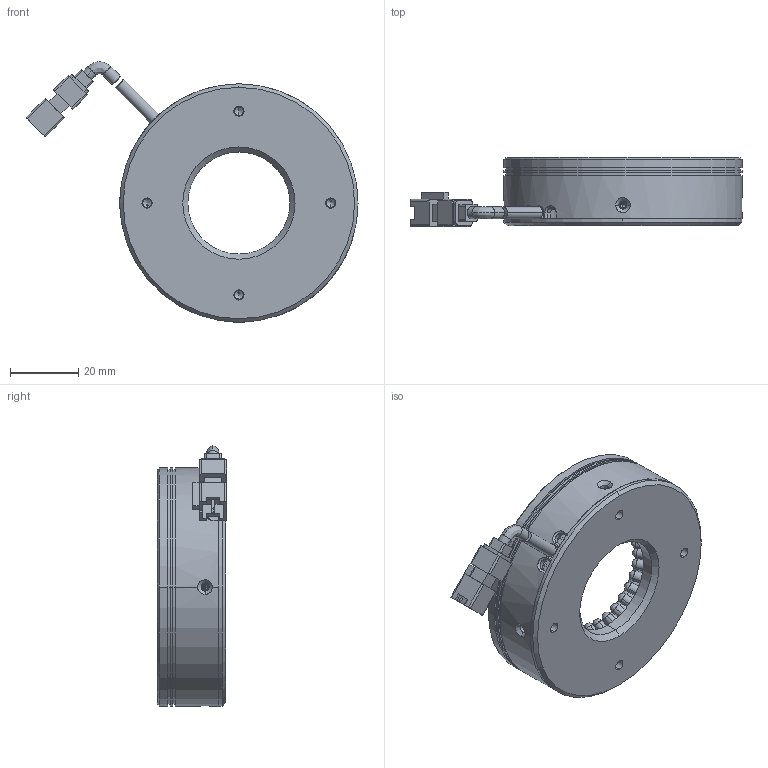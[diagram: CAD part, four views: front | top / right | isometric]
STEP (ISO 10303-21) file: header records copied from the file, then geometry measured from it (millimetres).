
FILE_DESCRIPTION (( 'STEP AP214' ), '1' );
FILE_NAME ('660006-G.STEP', '2019-03-22T07:42:43', ( 'user' ), ( '微软中国' ), 'SwSTEP 2.0', 'SolidWorks 2016', '' );
FILE_SCHEMA (( 'AUTOMOTIVE_DESIGN' ));
Length unit declared in the file: millimetre
Products named in the file (1): 660006-G
Bounding box: 97.58 x 20.3 x 76.5 mm (x, y, z)
Volume: 29886.7 mm3; surface area: 34721.6 mm2
Topology: 103 solids, 103 shells, 1954 faces, 4736 edges, 3102 vertices
Faces by surface type: plane 1269, cylinder 520, bspline 111, cone 54
Entity records: 82495 total; most frequent: CARTESIAN_POINT 14489, DIRECTION 9277, ORIENTED_EDGE 9064, EDGE_CURVE 4532, LINE 3125, VECTOR 3125, VERTEX_POINT 3102, AXIS2_PLACEMENT_3D 3076
